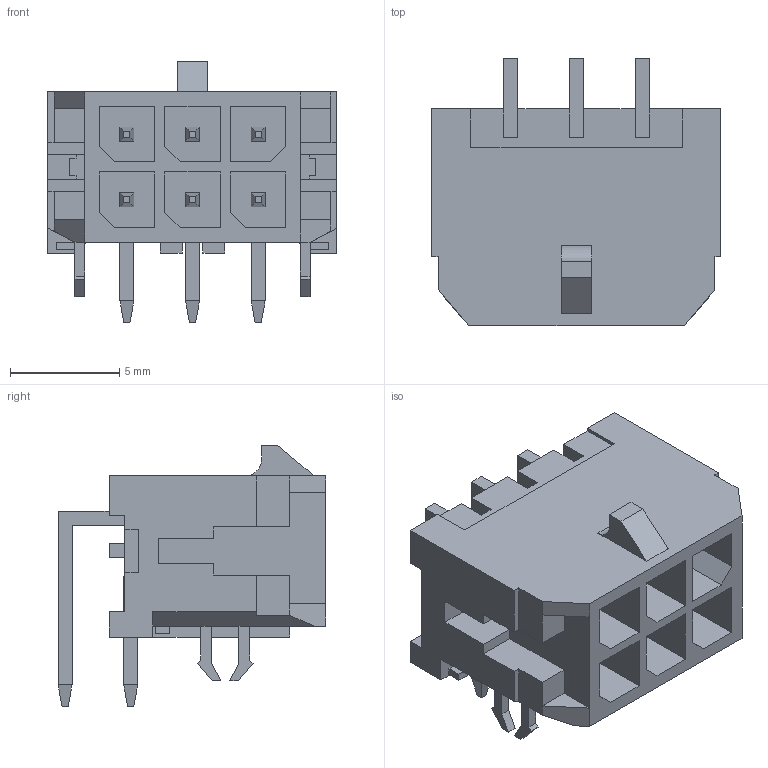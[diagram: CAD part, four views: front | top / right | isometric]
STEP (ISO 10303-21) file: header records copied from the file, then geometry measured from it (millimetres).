
FILE_DESCRIPTION(('FreeCAD Model'),'2;1');
FILE_NAME('Molex_43045_0621_cp.step', '2018-04-19T13:50:10',('kicad StepUp'),('ksu MCAD'), 'Open CASCADE STEP processor 7.2','FreeCAD','Unknown');
FILE_SCHEMA(('AUTOMOTIVE_DESIGN_CC2 { 1 2 10303 214 -1 1 5 4 }'));
Length unit declared in the file: millimetre
Products named in the file (1): Molex_43045_0621_cp
Bounding box: 13.2 x 12.24 x 11.95 mm (x, y, z)
Volume: 561.9 mm3; surface area: 1256.8 mm2
Topology: 1 solids, 1 shells, 361 faces, 917 edges, 574 vertices
Faces by surface type: plane 358, cylinder 3
Entity records: 13040 total; most frequent: CARTESIAN_POINT 1853, ORIENTED_EDGE 1834, DIRECTION 1647, EDGE_CURVE 917, LINE 911, VECTOR 911, VERTEX_POINT 574, FACE_BOUND 377
